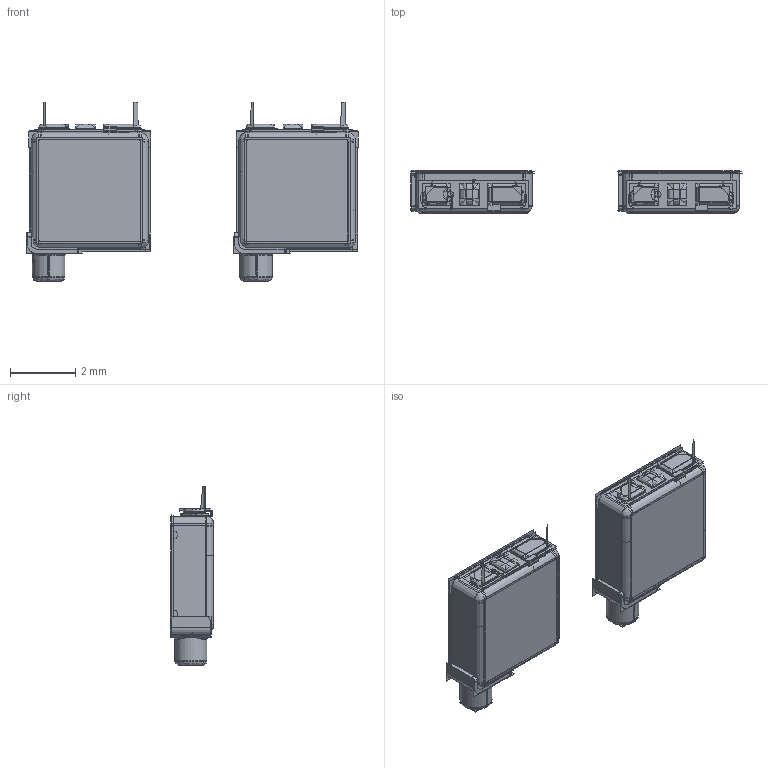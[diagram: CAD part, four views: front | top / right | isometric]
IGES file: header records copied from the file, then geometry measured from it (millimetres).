
Start section:  PTC IGES file: to-30079-000_sw0001_asm.igs
Global section: file name: to-30079-000_sw0001_asm.igs; native system: Creo Parametric by Parametric Technology Corporation; preprocessor: 2012480; author: JaLiu; organization: Unknown; date: 20140314.165504; units: inch
Bounding box: 10.16 x 1.32 x 5.49 mm (x, y, z)
Surface area: 433.8 mm2 (no closed solid volume)
Topology: 0 solids, 0 shells, 952 faces, 13350 edges, 17464 vertices
Faces by surface type: bspline 504, revolution 448
